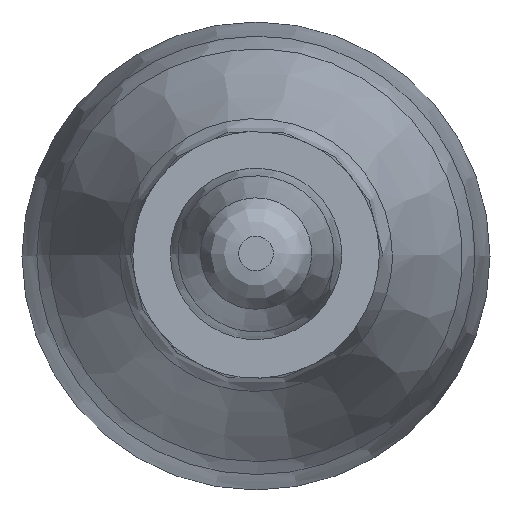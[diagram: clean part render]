
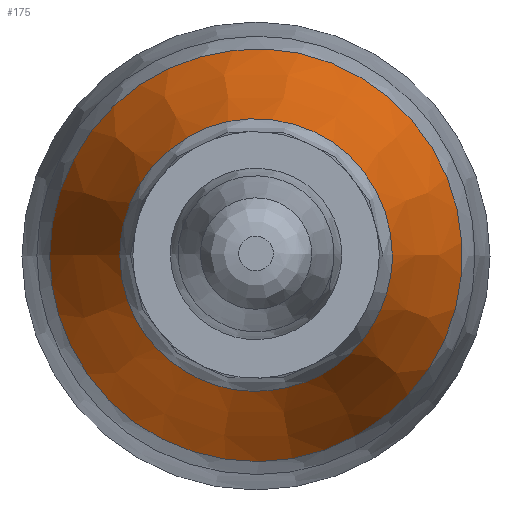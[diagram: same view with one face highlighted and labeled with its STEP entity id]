
A CAD part, top view. The second image highlights one B-rep face of the part: STEP entity #175.
In plain terms, the highlighted conical face has half-angle 18.97 degrees and reference radius 2.562 mm.
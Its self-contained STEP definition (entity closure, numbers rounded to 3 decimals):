
#23=LINE('',#324,#28);
#28=VECTOR('',#215,2.563);
#33=CONICAL_SURFACE('',#200,2.563,0.331);
#38=FACE_OUTER_BOUND('',#50,.T.);
#50=EDGE_LOOP('',(#124,#125,#126,#127,#128));
#64=B_SPLINE_CURVE_WITH_KNOTS('',3,(#297,#298,#299,#300,#301,#302,#303,
#304,#305,#306),.UNSPECIFIED.,.T.,.F.,(4,1,1,1,1,1,1,4),(-0.223,
-0.191,-0.159,-0.127,-0.096,
-0.064,-0.032,0.),.UNSPECIFIED.);
#65=B_SPLINE_CURVE_WITH_KNOTS('',3,(#310,#311,#312,#313,#314,#315,#316),
 .UNSPECIFIED.,.F.,.F.,(4,1,1,1,4),(0.,0.498,0.995,
1.493,1.742),.UNSPECIFIED.);
#66=B_SPLINE_CURVE_WITH_KNOTS('',3,(#317,#318,#319,#320,#321,#322,#323),
 .UNSPECIFIED.,.F.,.F.,(4,1,1,1,4),(1.742,1.991,2.488,
2.986,3.483),.UNSPECIFIED.);
#79=VERTEX_POINT('',#281);
#81=VERTEX_POINT('',#308);
#82=VERTEX_POINT('',#309);
#97=EDGE_CURVE('',#79,#79,#64,.T.);
#98=EDGE_CURVE('',#81,#82,#65,.T.);
#99=EDGE_CURVE('',#82,#81,#66,.T.);
#100=EDGE_CURVE('',#82,#79,#23,.T.);
#124=ORIENTED_EDGE('',*,*,#98,.F.);
#125=ORIENTED_EDGE('',*,*,#99,.F.);
#126=ORIENTED_EDGE('',*,*,#100,.T.);
#127=ORIENTED_EDGE('',*,*,#97,.F.);
#128=ORIENTED_EDGE('',*,*,#100,.F.);
#175=ADVANCED_FACE('',(#38),#33,.T.);
#200=AXIS2_PLACEMENT_3D('',#307,#213,#214);
#213=DIRECTION('center_axis',(0.,0.,-1.));
#214=DIRECTION('ref_axis',(1.,0.,0.));
#215=DIRECTION('',(-0.325,0.,-0.946));
#281=CARTESIAN_POINT('',(-3.086,0.,-4.033));
#297=CARTESIAN_POINT('Ctrl Pts',(-3.086,0.,
-4.033));
#298=CARTESIAN_POINT('Ctrl Pts',(-3.086,0.924,-4.033));
#299=CARTESIAN_POINT('Ctrl Pts',(-2.201,2.757,-4.033));
#300=CARTESIAN_POINT('Ctrl Pts',(0.787,3.451,-4.033));
#301=CARTESIAN_POINT('Ctrl Pts',(3.179,1.531,-4.033));
#302=CARTESIAN_POINT('Ctrl Pts',(3.188,-1.533,-4.033));
#303=CARTESIAN_POINT('Ctrl Pts',(0.786,-3.44,-4.033));
#304=CARTESIAN_POINT('Ctrl Pts',(-2.202,-2.762,-4.033));
#305=CARTESIAN_POINT('Ctrl Pts',(-3.086,-0.924,-4.033));
#306=CARTESIAN_POINT('Ctrl Pts',(-3.086,0.,
-4.033));
#307=CARTESIAN_POINT('Origin',(0.,0.,-2.51));
#308=CARTESIAN_POINT('',(2.039,0.,-0.987));
#309=CARTESIAN_POINT('',(-2.037,0.,-0.987));
#310=CARTESIAN_POINT('Ctrl Pts',(2.039,0.,
-0.987));
#311=CARTESIAN_POINT('Ctrl Pts',(2.039,0.61,-0.987));
#312=CARTESIAN_POINT('Ctrl Pts',(1.456,1.823,-0.987));
#313=CARTESIAN_POINT('Ctrl Pts',(-0.52,2.278,-0.987));
#314=CARTESIAN_POINT('Ctrl Pts',(-1.838,1.223,-0.987));
#315=CARTESIAN_POINT('Ctrl Pts',(-2.037,0.305,-0.987));
#316=CARTESIAN_POINT('Ctrl Pts',(-2.037,0.,
-0.987));
#317=CARTESIAN_POINT('Ctrl Pts',(-2.037,0.,
-0.987));
#318=CARTESIAN_POINT('Ctrl Pts',(-2.037,-0.306,-0.987));
#319=CARTESIAN_POINT('Ctrl Pts',(-1.84,-1.223,-0.987));
#320=CARTESIAN_POINT('Ctrl Pts',(-0.519,-2.275,-0.987));
#321=CARTESIAN_POINT('Ctrl Pts',(1.456,-1.825,-0.987));
#322=CARTESIAN_POINT('Ctrl Pts',(2.039,-0.61,-0.987));
#323=CARTESIAN_POINT('Ctrl Pts',(2.039,0.,
-0.987));
#324=CARTESIAN_POINT('',(-2.563,0.,-2.51));
